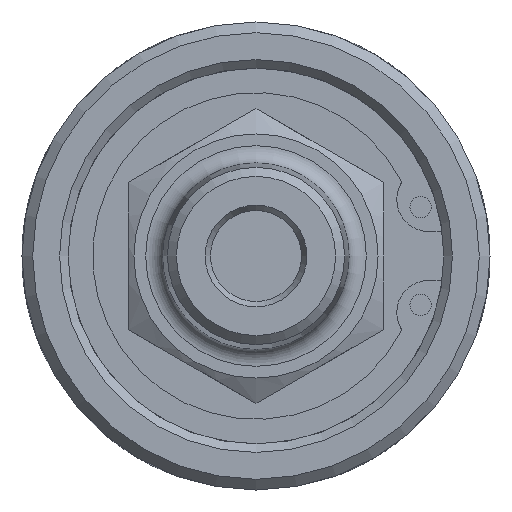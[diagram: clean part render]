
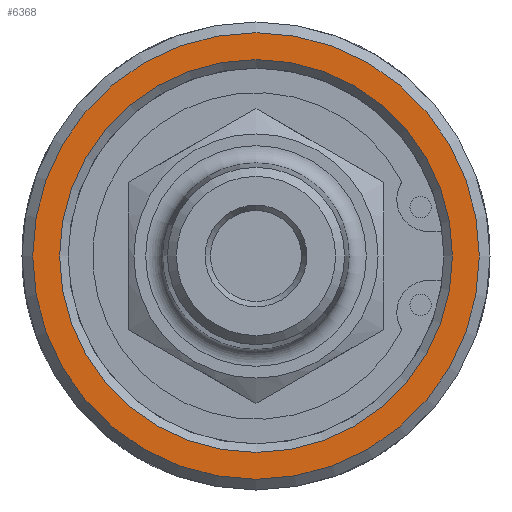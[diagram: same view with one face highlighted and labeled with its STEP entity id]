
A CAD part, left-side view. The second image highlights one B-rep face of the part: STEP entity #6368.
In plain terms, the highlighted planar face has unit normal (-1, 0, 0).
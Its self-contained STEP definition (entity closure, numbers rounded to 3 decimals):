
#1018=FACE_BOUND('',#2182,.T.);
#1312=CIRCLE('',#6811,18.34);
#1313=CIRCLE('',#6813,20.85);
#1426=PLANE('',#6812);
#1776=FACE_OUTER_BOUND('',#2181,.T.);
#2181=EDGE_LOOP('',(#5900));
#2182=EDGE_LOOP('',(#5901));
#3132=VERTEX_POINT('',#52669);
#3133=VERTEX_POINT('',#52673);
#4062=EDGE_CURVE('',#3132,#3132,#1312,.T.);
#4063=EDGE_CURVE('',#3133,#3133,#1313,.T.);
#5900=ORIENTED_EDGE('',*,*,#4063,.F.);
#5901=ORIENTED_EDGE('',*,*,#4062,.F.);
#6368=ADVANCED_FACE('',(#1776,#1018),#1426,.T.);
#6811=AXIS2_PLACEMENT_3D('',#52671,#8011,#8012);
#6812=AXIS2_PLACEMENT_3D('',#52672,#8013,#8014);
#6813=AXIS2_PLACEMENT_3D('',#52674,#8015,#8016);
#8011=DIRECTION('center_axis',(-1.,0.,0.));
#8012=DIRECTION('ref_axis',(0.,-1.,0.));
#8013=DIRECTION('center_axis',(-1.,0.,0.));
#8014=DIRECTION('ref_axis',(0.,0.,1.));
#8015=DIRECTION('center_axis',(1.,0.,0.));
#8016=DIRECTION('ref_axis',(0.,-1.,0.));
#52669=CARTESIAN_POINT('',(0.,18.34,0.));
#52671=CARTESIAN_POINT('Origin',(0.,0.,0.));
#52672=CARTESIAN_POINT('Origin',(0.,10.925,0.));
#52673=CARTESIAN_POINT('',(0.,20.85,0.));
#52674=CARTESIAN_POINT('Origin',(0.,0.,0.));
